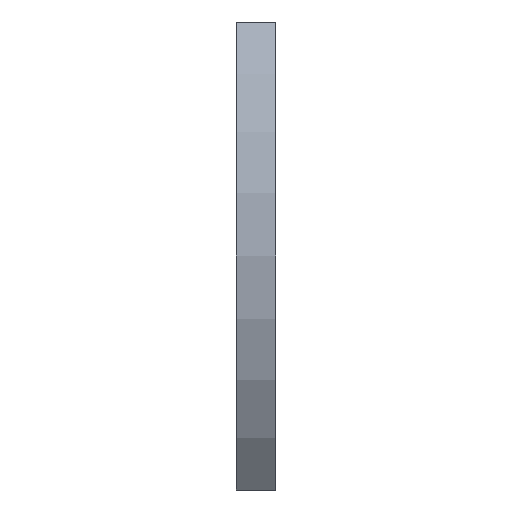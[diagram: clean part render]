
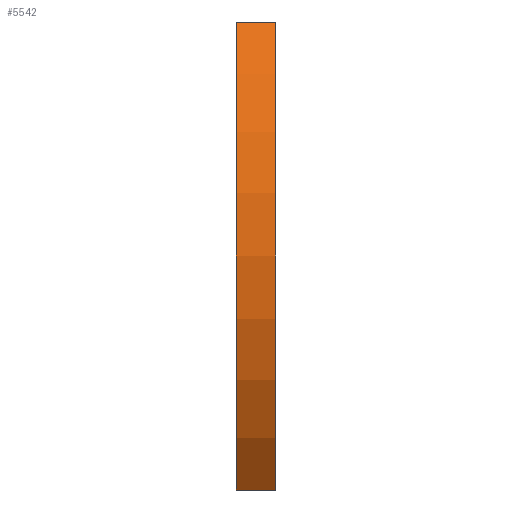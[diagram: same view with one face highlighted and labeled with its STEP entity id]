
A CAD part, left-side view. The second image highlights one B-rep face of the part: STEP entity #5542.
In plain terms, the highlighted cylindrical face has radius 94.471 mm (diameter 188.942 mm), a partial arc.
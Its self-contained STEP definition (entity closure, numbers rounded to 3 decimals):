
#344 = DIRECTION ( 'NONE',  ( 0., 0., -1. ) ) ;
#1016 = CYLINDRICAL_SURFACE ( 'NONE', #6381, 94.471 ) ;
#1411 = VERTEX_POINT ( 'NONE', #3824 ) ;
#1627 = VERTEX_POINT ( 'NONE', #4494 ) ;
#1653 = CARTESIAN_POINT ( 'NONE',  ( 9.471, 0., 0. ) ) ;
#2252 = VERTEX_POINT ( 'NONE', #9168 ) ;
#2554 = AXIS2_PLACEMENT_3D ( 'NONE', #8424, #4376, #3577 ) ;
#2805 = CARTESIAN_POINT ( 'NONE',  ( 9.471, 10., 0. ) ) ;
#2840 = DIRECTION ( 'NONE',  ( 0., -1., 0. ) ) ;
#2881 = DIRECTION ( 'NONE',  ( 0., -1., 0. ) ) ;
#2949 = AXIS2_PLACEMENT_3D ( 'NONE', #1653, #9116, #4145 ) ;
#2985 = EDGE_LOOP ( 'NONE', ( #4916, #9788, #5047, #4070 ) ) ;
#3005 = CIRCLE ( 'NONE', #2554, 94.471 ) ;
#3448 = FACE_OUTER_BOUND ( 'NONE', #2985, .T. ) ;
#3457 = LINE ( 'NONE', #10426, #6831 ) ;
#3577 = DIRECTION ( 'NONE',  ( 0., 0., 1. ) ) ;
#3824 = CARTESIAN_POINT ( 'NONE',  ( -63.5, 10., -60. ) ) ;
#3867 = EDGE_CURVE ( 'NONE', #1627, #7098, #5412, .T. ) ;
#4070 = ORIENTED_EDGE ( 'NONE', *, *, #9031, .T. ) ;
#4145 = DIRECTION ( 'NONE',  ( 0., 0., 1. ) ) ;
#4376 = DIRECTION ( 'NONE',  ( 0., 1., 0. ) ) ;
#4494 = CARTESIAN_POINT ( 'NONE',  ( -63.5, 0., -60. ) ) ;
#4916 = ORIENTED_EDGE ( 'NONE', *, *, #3867, .T. ) ;
#5047 = ORIENTED_EDGE ( 'NONE', *, *, #8648, .F. ) ;
#5331 = LINE ( 'NONE', #7846, #5853 ) ;
#5412 = CIRCLE ( 'NONE', #2949, 94.471 ) ;
#5542 = ADVANCED_FACE ( 'NONE', ( #3448 ), #1016, .T. ) ;
#5646 = EDGE_CURVE ( 'NONE', #2252, #7098, #3457, .T. ) ;
#5853 = VECTOR ( 'NONE', #2840, 1000. ) ;
#6381 = AXIS2_PLACEMENT_3D ( 'NONE', #2805, #2881, #344 ) ;
#6831 = VECTOR ( 'NONE', #7953, 1000. ) ;
#7098 = VERTEX_POINT ( 'NONE', #7342 ) ;
#7342 = CARTESIAN_POINT ( 'NONE',  ( -63.5, 0., 60. ) ) ;
#7846 = CARTESIAN_POINT ( 'NONE',  ( -63.5, 10., -60. ) ) ;
#7953 = DIRECTION ( 'NONE',  ( 0., -1., 0. ) ) ;
#8424 = CARTESIAN_POINT ( 'NONE',  ( 9.471, 10., 0. ) ) ;
#8648 = EDGE_CURVE ( 'NONE', #1411, #2252, #3005, .T. ) ;
#9031 = EDGE_CURVE ( 'NONE', #1411, #1627, #5331, .T. ) ;
#9116 = DIRECTION ( 'NONE',  ( 0., 1., 0. ) ) ;
#9168 = CARTESIAN_POINT ( 'NONE',  ( -63.5, 10., 60. ) ) ;
#9788 = ORIENTED_EDGE ( 'NONE', *, *, #5646, .F. ) ;
#10426 = CARTESIAN_POINT ( 'NONE',  ( -63.5, 10., 60. ) ) ;
